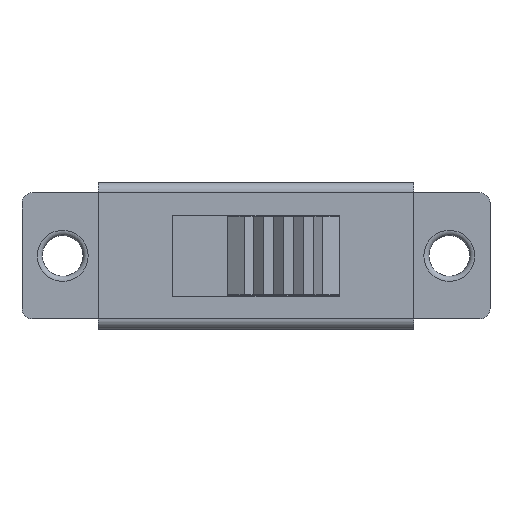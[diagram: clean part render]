
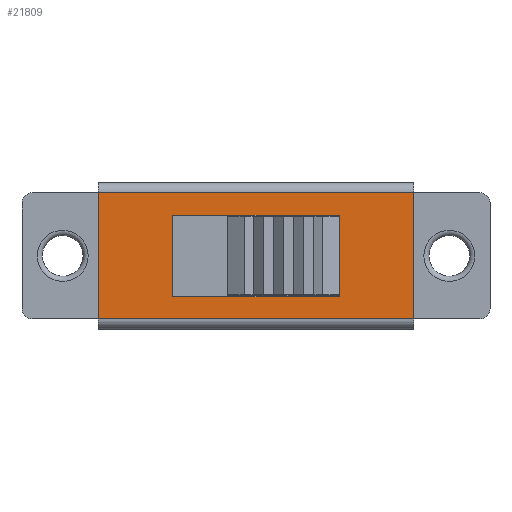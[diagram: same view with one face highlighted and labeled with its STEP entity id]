
A CAD part, top view. The second image highlights one B-rep face of the part: STEP entity #21809.
In plain terms, the highlighted planar face has unit normal (0, 0, 1).
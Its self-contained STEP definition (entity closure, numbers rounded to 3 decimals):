
#19432 = PLANE('',#19433);
#19433 = AXIS2_PLACEMENT_3D('',#19434,#19435,#19436);
#19434 = CARTESIAN_POINT('',(-7.75,0.,5.105));
#19435 = DIRECTION('',(-1.,0.,0.));
#19436 = DIRECTION('',(0.,0.,-1.));
#19877 = PLANE('',#19878);
#19878 = AXIS2_PLACEMENT_3D('',#19879,#19880,#19881);
#19879 = CARTESIAN_POINT('',(7.75,0.,5.105));
#19880 = DIRECTION('',(-1.,0.,0.));
#19881 = DIRECTION('',(0.,0.,-1.));
#19903 = CYLINDRICAL_SURFACE('',#19904,0.5);
#19904 = AXIS2_PLACEMENT_3D('',#19905,#19906,#19907);
#19905 = CARTESIAN_POINT('',(-7.75,-3.1,7.3));
#19906 = DIRECTION('',(1.,0.,0.));
#19907 = DIRECTION('',(0.,-1.,0.));
#20083 = VERTEX_POINT('',#20084);
#20084 = CARTESIAN_POINT('',(-7.75,-3.1,7.8));
#20106 = EDGE_CURVE('',#20083,#20107,#20109,.T.);
#20107 = VERTEX_POINT('',#20108);
#20108 = CARTESIAN_POINT('',(-7.75,3.1,7.8));
#20109 = SURFACE_CURVE('',#20110,(#20114,#20121),.PCURVE_S1.);
#20110 = LINE('',#20111,#20112);
#20111 = CARTESIAN_POINT('',(-7.75,-3.6,7.8));
#20112 = VECTOR('',#20113,1.);
#20113 = DIRECTION('',(0.,1.,0.));
#20114 = PCURVE('',#19432,#20115);
#20115 = DEFINITIONAL_REPRESENTATION('',(#20116),#20120);
#20116 = LINE('',#20117,#20118);
#20117 = CARTESIAN_POINT('',(-2.695,3.6));
#20118 = VECTOR('',#20119,1.);
#20119 = DIRECTION('',(0.,-1.));
#20120 = ( GEOMETRIC_REPRESENTATION_CONTEXT(2) 
PARAMETRIC_REPRESENTATION_CONTEXT() REPRESENTATION_CONTEXT('2D SPACE',''
  ) );
#20121 = PCURVE('',#20122,#20127);
#20122 = PLANE('',#20123);
#20123 = AXIS2_PLACEMENT_3D('',#20124,#20125,#20126);
#20124 = CARTESIAN_POINT('',(-7.75,-3.6,7.8));
#20125 = DIRECTION('',(0.,0.,1.));
#20126 = DIRECTION('',(0.,1.,0.));
#20127 = DEFINITIONAL_REPRESENTATION('',(#20128),#20132);
#20128 = LINE('',#20129,#20130);
#20129 = CARTESIAN_POINT('',(0.,0.));
#20130 = VECTOR('',#20131,1.);
#20131 = DIRECTION('',(1.,0.));
#20132 = ( GEOMETRIC_REPRESENTATION_CONTEXT(2) 
PARAMETRIC_REPRESENTATION_CONTEXT() REPRESENTATION_CONTEXT('2D SPACE',''
  ) );
#20149 = CYLINDRICAL_SURFACE('',#20150,0.5);
#20150 = AXIS2_PLACEMENT_3D('',#20151,#20152,#20153);
#20151 = CARTESIAN_POINT('',(-7.75,3.1,7.3));
#20152 = DIRECTION('',(1.,0.,0.));
#20153 = DIRECTION('',(0.,0.,1.));
#20166 = VERTEX_POINT('',#20167);
#20167 = CARTESIAN_POINT('',(7.75,-3.1,7.8));
#20189 = EDGE_CURVE('',#20083,#20166,#20190,.T.);
#20190 = SURFACE_CURVE('',#20191,(#20195,#20202),.PCURVE_S1.);
#20191 = LINE('',#20192,#20193);
#20192 = CARTESIAN_POINT('',(-7.75,-3.1,7.8));
#20193 = VECTOR('',#20194,1.);
#20194 = DIRECTION('',(1.,0.,0.));
#20195 = PCURVE('',#19903,#20196);
#20196 = DEFINITIONAL_REPRESENTATION('',(#20197),#20201);
#20197 = LINE('',#20198,#20199);
#20198 = CARTESIAN_POINT('',(4.712,0.));
#20199 = VECTOR('',#20200,1.);
#20200 = DIRECTION('',(0.,1.));
#20201 = ( GEOMETRIC_REPRESENTATION_CONTEXT(2) 
PARAMETRIC_REPRESENTATION_CONTEXT() REPRESENTATION_CONTEXT('2D SPACE',''
  ) );
#20202 = PCURVE('',#20122,#20203);
#20203 = DEFINITIONAL_REPRESENTATION('',(#20204),#20208);
#20204 = LINE('',#20205,#20206);
#20205 = CARTESIAN_POINT('',(0.5,0.));
#20206 = VECTOR('',#20207,1.);
#20207 = DIRECTION('',(0.,-1.));
#20208 = ( GEOMETRIC_REPRESENTATION_CONTEXT(2) 
PARAMETRIC_REPRESENTATION_CONTEXT() REPRESENTATION_CONTEXT('2D SPACE',''
  ) );
#20408 = EDGE_CURVE('',#20166,#20409,#20411,.T.);
#20409 = VERTEX_POINT('',#20410);
#20410 = CARTESIAN_POINT('',(7.75,3.1,7.8));
#20411 = SURFACE_CURVE('',#20412,(#20416,#20423),.PCURVE_S1.);
#20412 = LINE('',#20413,#20414);
#20413 = CARTESIAN_POINT('',(7.75,-3.6,7.8));
#20414 = VECTOR('',#20415,1.);
#20415 = DIRECTION('',(0.,1.,0.));
#20416 = PCURVE('',#19877,#20417);
#20417 = DEFINITIONAL_REPRESENTATION('',(#20418),#20422);
#20418 = LINE('',#20419,#20420);
#20419 = CARTESIAN_POINT('',(-2.695,3.6));
#20420 = VECTOR('',#20421,1.);
#20421 = DIRECTION('',(0.,-1.));
#20422 = ( GEOMETRIC_REPRESENTATION_CONTEXT(2) 
PARAMETRIC_REPRESENTATION_CONTEXT() REPRESENTATION_CONTEXT('2D SPACE',''
  ) );
#20423 = PCURVE('',#20122,#20424);
#20424 = DEFINITIONAL_REPRESENTATION('',(#20425),#20429);
#20425 = LINE('',#20426,#20427);
#20426 = CARTESIAN_POINT('',(0.,-15.5));
#20427 = VECTOR('',#20428,1.);
#20428 = DIRECTION('',(1.,0.));
#20429 = ( GEOMETRIC_REPRESENTATION_CONTEXT(2) 
PARAMETRIC_REPRESENTATION_CONTEXT() REPRESENTATION_CONTEXT('2D SPACE',''
  ) );
#21737 = EDGE_CURVE('',#20107,#20409,#21738,.T.);
#21738 = SURFACE_CURVE('',#21739,(#21743,#21750),.PCURVE_S1.);
#21739 = LINE('',#21740,#21741);
#21740 = CARTESIAN_POINT('',(-7.75,3.1,7.8));
#21741 = VECTOR('',#21742,1.);
#21742 = DIRECTION('',(1.,0.,0.));
#21743 = PCURVE('',#20149,#21744);
#21744 = DEFINITIONAL_REPRESENTATION('',(#21745),#21749);
#21745 = LINE('',#21746,#21747);
#21746 = CARTESIAN_POINT('',(6.283,0.));
#21747 = VECTOR('',#21748,1.);
#21748 = DIRECTION('',(0.,1.));
#21749 = ( GEOMETRIC_REPRESENTATION_CONTEXT(2) 
PARAMETRIC_REPRESENTATION_CONTEXT() REPRESENTATION_CONTEXT('2D SPACE',''
  ) );
#21750 = PCURVE('',#20122,#21751);
#21751 = DEFINITIONAL_REPRESENTATION('',(#21752),#21756);
#21752 = LINE('',#21753,#21754);
#21753 = CARTESIAN_POINT('',(6.7,0.));
#21754 = VECTOR('',#21755,1.);
#21755 = DIRECTION('',(0.,-1.));
#21756 = ( GEOMETRIC_REPRESENTATION_CONTEXT(2) 
PARAMETRIC_REPRESENTATION_CONTEXT() REPRESENTATION_CONTEXT('2D SPACE',''
  ) );
#21809 = ADVANCED_FACE('',(#21810,#21816),#20122,.T.);
#21810 = FACE_BOUND('',#21811,.T.);
#21811 = EDGE_LOOP('',(#21812,#21813,#21814,#21815));
#21812 = ORIENTED_EDGE('',*,*,#20106,.F.);
#21813 = ORIENTED_EDGE('',*,*,#20189,.T.);
#21814 = ORIENTED_EDGE('',*,*,#20408,.T.);
#21815 = ORIENTED_EDGE('',*,*,#21737,.F.);
#21816 = FACE_BOUND('',#21817,.T.);
#21817 = EDGE_LOOP('',(#21818,#21848,#21876,#21904));
#21818 = ORIENTED_EDGE('',*,*,#21819,.F.);
#21819 = EDGE_CURVE('',#21820,#21822,#21824,.T.);
#21820 = VERTEX_POINT('',#21821);
#21821 = CARTESIAN_POINT('',(-4.1,2.,7.8));
#21822 = VERTEX_POINT('',#21823);
#21823 = CARTESIAN_POINT('',(-4.1,-2.,7.8));
#21824 = SURFACE_CURVE('',#21825,(#21829,#21836),.PCURVE_S1.);
#21825 = LINE('',#21826,#21827);
#21826 = CARTESIAN_POINT('',(-4.1,2.,7.8));
#21827 = VECTOR('',#21828,1.);
#21828 = DIRECTION('',(0.,-1.,0.));
#21829 = PCURVE('',#20122,#21830);
#21830 = DEFINITIONAL_REPRESENTATION('',(#21831),#21835);
#21831 = LINE('',#21832,#21833);
#21832 = CARTESIAN_POINT('',(5.6,-3.65));
#21833 = VECTOR('',#21834,1.);
#21834 = DIRECTION('',(-1.,0.));
#21835 = ( GEOMETRIC_REPRESENTATION_CONTEXT(2) 
PARAMETRIC_REPRESENTATION_CONTEXT() REPRESENTATION_CONTEXT('2D SPACE',''
  ) );
#21836 = PCURVE('',#21837,#21842);
#21837 = PLANE('',#21838);
#21838 = AXIS2_PLACEMENT_3D('',#21839,#21840,#21841);
#21839 = CARTESIAN_POINT('',(-4.1,2.,7.8));
#21840 = DIRECTION('',(-1.,0.,0.));
#21841 = DIRECTION('',(0.,-1.,0.));
#21842 = DEFINITIONAL_REPRESENTATION('',(#21843),#21847);
#21843 = LINE('',#21844,#21845);
#21844 = CARTESIAN_POINT('',(0.,0.));
#21845 = VECTOR('',#21846,1.);
#21846 = DIRECTION('',(1.,0.));
#21847 = ( GEOMETRIC_REPRESENTATION_CONTEXT(2) 
PARAMETRIC_REPRESENTATION_CONTEXT() REPRESENTATION_CONTEXT('2D SPACE',''
  ) );
#21848 = ORIENTED_EDGE('',*,*,#21849,.F.);
#21849 = EDGE_CURVE('',#21850,#21820,#21852,.T.);
#21850 = VERTEX_POINT('',#21851);
#21851 = CARTESIAN_POINT('',(4.1,2.,7.8));
#21852 = SURFACE_CURVE('',#21853,(#21857,#21864),.PCURVE_S1.);
#21853 = LINE('',#21854,#21855);
#21854 = CARTESIAN_POINT('',(4.1,2.,7.8));
#21855 = VECTOR('',#21856,1.);
#21856 = DIRECTION('',(-1.,0.,0.));
#21857 = PCURVE('',#20122,#21858);
#21858 = DEFINITIONAL_REPRESENTATION('',(#21859),#21863);
#21859 = LINE('',#21860,#21861);
#21860 = CARTESIAN_POINT('',(5.6,-11.85));
#21861 = VECTOR('',#21862,1.);
#21862 = DIRECTION('',(0.,1.));
#21863 = ( GEOMETRIC_REPRESENTATION_CONTEXT(2) 
PARAMETRIC_REPRESENTATION_CONTEXT() REPRESENTATION_CONTEXT('2D SPACE',''
  ) );
#21864 = PCURVE('',#21865,#21870);
#21865 = PLANE('',#21866);
#21866 = AXIS2_PLACEMENT_3D('',#21867,#21868,#21869);
#21867 = CARTESIAN_POINT('',(4.1,2.,7.8));
#21868 = DIRECTION('',(0.,1.,0.));
#21869 = DIRECTION('',(-1.,0.,0.));
#21870 = DEFINITIONAL_REPRESENTATION('',(#21871),#21875);
#21871 = LINE('',#21872,#21873);
#21872 = CARTESIAN_POINT('',(0.,0.));
#21873 = VECTOR('',#21874,1.);
#21874 = DIRECTION('',(1.,0.));
#21875 = ( GEOMETRIC_REPRESENTATION_CONTEXT(2) 
PARAMETRIC_REPRESENTATION_CONTEXT() REPRESENTATION_CONTEXT('2D SPACE',''
  ) );
#21876 = ORIENTED_EDGE('',*,*,#21877,.F.);
#21877 = EDGE_CURVE('',#21878,#21850,#21880,.T.);
#21878 = VERTEX_POINT('',#21879);
#21879 = CARTESIAN_POINT('',(4.1,-2.,7.8));
#21880 = SURFACE_CURVE('',#21881,(#21885,#21892),.PCURVE_S1.);
#21881 = LINE('',#21882,#21883);
#21882 = CARTESIAN_POINT('',(4.1,-2.,7.8));
#21883 = VECTOR('',#21884,1.);
#21884 = DIRECTION('',(0.,1.,0.));
#21885 = PCURVE('',#20122,#21886);
#21886 = DEFINITIONAL_REPRESENTATION('',(#21887),#21891);
#21887 = LINE('',#21888,#21889);
#21888 = CARTESIAN_POINT('',(1.6,-11.85));
#21889 = VECTOR('',#21890,1.);
#21890 = DIRECTION('',(1.,0.));
#21891 = ( GEOMETRIC_REPRESENTATION_CONTEXT(2) 
PARAMETRIC_REPRESENTATION_CONTEXT() REPRESENTATION_CONTEXT('2D SPACE',''
  ) );
#21892 = PCURVE('',#21893,#21898);
#21893 = PLANE('',#21894);
#21894 = AXIS2_PLACEMENT_3D('',#21895,#21896,#21897);
#21895 = CARTESIAN_POINT('',(4.1,-2.,7.8));
#21896 = DIRECTION('',(1.,0.,0.));
#21897 = DIRECTION('',(0.,1.,0.));
#21898 = DEFINITIONAL_REPRESENTATION('',(#21899),#21903);
#21899 = LINE('',#21900,#21901);
#21900 = CARTESIAN_POINT('',(0.,0.));
#21901 = VECTOR('',#21902,1.);
#21902 = DIRECTION('',(1.,0.));
#21903 = ( GEOMETRIC_REPRESENTATION_CONTEXT(2) 
PARAMETRIC_REPRESENTATION_CONTEXT() REPRESENTATION_CONTEXT('2D SPACE',''
  ) );
#21904 = ORIENTED_EDGE('',*,*,#21905,.F.);
#21905 = EDGE_CURVE('',#21822,#21878,#21906,.T.);
#21906 = SURFACE_CURVE('',#21907,(#21911,#21918),.PCURVE_S1.);
#21907 = LINE('',#21908,#21909);
#21908 = CARTESIAN_POINT('',(-4.1,-2.,7.8));
#21909 = VECTOR('',#21910,1.);
#21910 = DIRECTION('',(1.,0.,0.));
#21911 = PCURVE('',#20122,#21912);
#21912 = DEFINITIONAL_REPRESENTATION('',(#21913),#21917);
#21913 = LINE('',#21914,#21915);
#21914 = CARTESIAN_POINT('',(1.6,-3.65));
#21915 = VECTOR('',#21916,1.);
#21916 = DIRECTION('',(0.,-1.));
#21917 = ( GEOMETRIC_REPRESENTATION_CONTEXT(2) 
PARAMETRIC_REPRESENTATION_CONTEXT() REPRESENTATION_CONTEXT('2D SPACE',''
  ) );
#21918 = PCURVE('',#21919,#21924);
#21919 = PLANE('',#21920);
#21920 = AXIS2_PLACEMENT_3D('',#21921,#21922,#21923);
#21921 = CARTESIAN_POINT('',(-4.1,-2.,7.8));
#21922 = DIRECTION('',(0.,-1.,0.));
#21923 = DIRECTION('',(1.,0.,0.));
#21924 = DEFINITIONAL_REPRESENTATION('',(#21925),#21929);
#21925 = LINE('',#21926,#21927);
#21926 = CARTESIAN_POINT('',(0.,0.));
#21927 = VECTOR('',#21928,1.);
#21928 = DIRECTION('',(1.,0.));
#21929 = ( GEOMETRIC_REPRESENTATION_CONTEXT(2) 
PARAMETRIC_REPRESENTATION_CONTEXT() REPRESENTATION_CONTEXT('2D SPACE',''
  ) );
